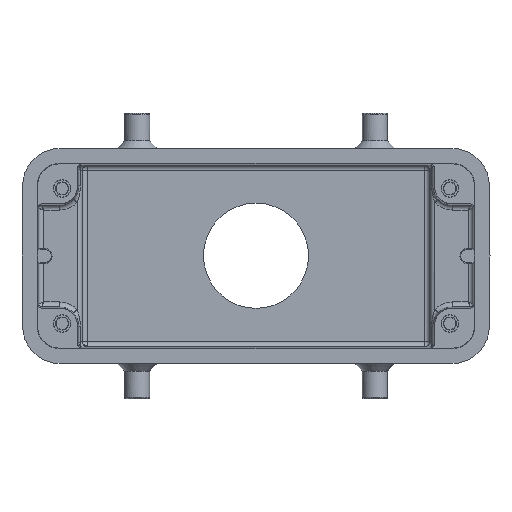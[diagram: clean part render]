
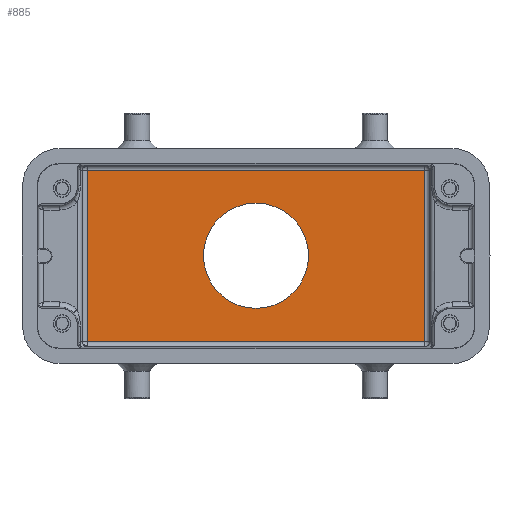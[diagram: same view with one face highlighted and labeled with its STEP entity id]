
A CAD part, front view. The second image highlights one B-rep face of the part: STEP entity #885.
In plain terms, the highlighted planar face has unit normal (0, -1, 0).
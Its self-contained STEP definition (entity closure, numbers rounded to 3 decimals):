
#449=CIRCLE('',#7303,10.5);
#450=CIRCLE('',#7305,10.5);
#645=FACE_BOUND('',#1910,.T.);
#646=FACE_BOUND('',#1911,.T.);
#885=ADVANCED_FACE('',(#645,#646),#1198,.F.);
#1198=PLANE('',#7416);
#1910=EDGE_LOOP('',(#3066,#3067));
#1911=EDGE_LOOP('',(#3068,#3069,#3070,#3071));
#3066=ORIENTED_EDGE('',*,*,#5154,.F.);
#3067=ORIENTED_EDGE('',*,*,#5155,.F.);
#3068=ORIENTED_EDGE('',*,*,#5315,.T.);
#3069=ORIENTED_EDGE('',*,*,#5200,.T.);
#3070=ORIENTED_EDGE('',*,*,#5314,.T.);
#3071=ORIENTED_EDGE('',*,*,#5316,.T.);
#4392=VERTEX_POINT('',#10825);
#4393=VERTEX_POINT('',#10827);
#4422=VERTEX_POINT('',#10911);
#4424=VERTEX_POINT('',#10917);
#4493=VERTEX_POINT('',#11604);
#4494=VERTEX_POINT('',#11610);
#5154=EDGE_CURVE('',#4393,#4392,#449,.T.);
#5155=EDGE_CURVE('',#4392,#4393,#450,.T.);
#5200=EDGE_CURVE('',#4424,#4422,#6066,.T.);
#5314=EDGE_CURVE('',#4422,#4493,#6117,.T.);
#5315=EDGE_CURVE('',#4494,#4424,#6118,.T.);
#5316=EDGE_CURVE('',#4493,#4494,#6119,.T.);
#6066=LINE('',#10927,#6702);
#6117=LINE('',#11607,#6753);
#6118=LINE('',#11609,#6754);
#6119=LINE('',#11611,#6755);
#6702=VECTOR('',#8493,1.);
#6753=VECTOR('',#8672,1.);
#6754=VECTOR('',#8675,1.);
#6755=VECTOR('',#8676,1.);
#7303=AXIS2_PLACEMENT_3D('',#10828,#8381,#8382);
#7305=AXIS2_PLACEMENT_3D('',#10830,#8385,#8386);
#7416=AXIS2_PLACEMENT_3D('',#11612,#8677,#8678);
#8381=DIRECTION('',(0.,-1.,0.));
#8382=DIRECTION('',(-1.,0.,0.));
#8385=DIRECTION('',(0.,-1.,0.));
#8386=DIRECTION('',(1.,0.,0.));
#8493=DIRECTION('',(-1.,0.,0.));
#8672=DIRECTION('',(0.,0.,-1.));
#8675=DIRECTION('',(0.,0.,1.));
#8676=DIRECTION('',(1.,0.,0.));
#8677=DIRECTION('',(0.,1.,0.));
#8678=DIRECTION('',(0.,0.,1.));
#10825=CARTESIAN_POINT('',(10.5,42.,0.049));
#10827=CARTESIAN_POINT('',(-10.5,42.,0.049));
#10828=CARTESIAN_POINT('',(0.,42.,0.049));
#10830=CARTESIAN_POINT('',(0.,42.,0.049));
#10911=CARTESIAN_POINT('',(-33.75,42.,17.142));
#10917=CARTESIAN_POINT('',(33.75,42.,17.142));
#10927=CARTESIAN_POINT('',(33.75,42.,17.142));
#11604=CARTESIAN_POINT('',(-33.75,42.,-17.142));
#11607=CARTESIAN_POINT('',(-33.75,42.,17.142));
#11609=CARTESIAN_POINT('',(33.75,42.,-17.142));
#11610=CARTESIAN_POINT('',(33.75,42.,-17.142));
#11611=CARTESIAN_POINT('',(-33.75,42.,-17.142));
#11612=CARTESIAN_POINT('',(43.75,42.,-18.5));
